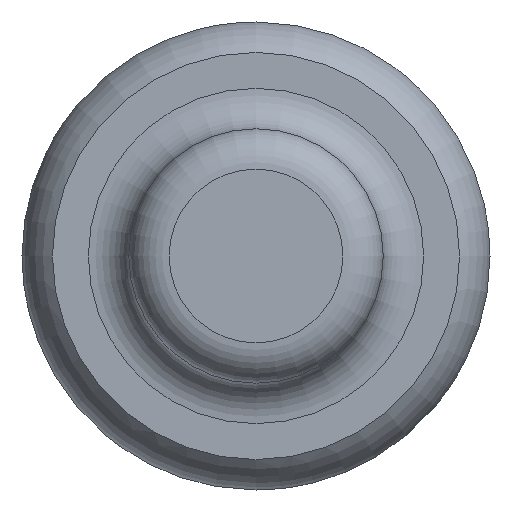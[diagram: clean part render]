
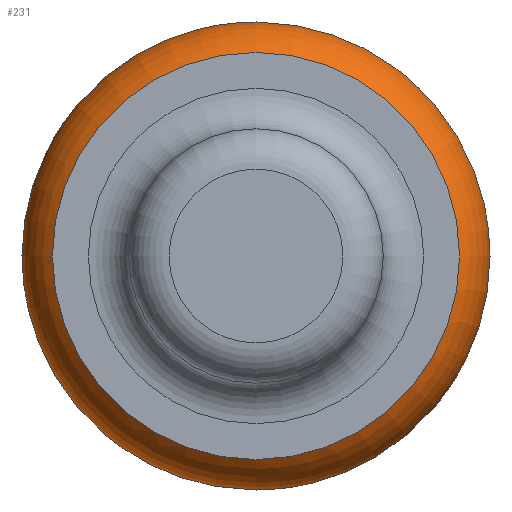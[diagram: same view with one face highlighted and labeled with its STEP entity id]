
A CAD part, front view. The second image highlights one B-rep face of the part: STEP entity #231.
In plain terms, the highlighted toroidal (fillet/blend) face has major radius 6.027 mm and minor radius 3.175 mm.
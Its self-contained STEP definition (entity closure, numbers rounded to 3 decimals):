
#31=TOROIDAL_SURFACE('',#272,6.027,3.175);
#46=FACE_OUTER_BOUND('',#62,.T.);
#62=EDGE_LOOP('',(#203,#204,#205,#206,#207,#208));
#80=CIRCLE('',#271,8.001);
#81=CIRCLE('',#273,3.175);
#87=B_SPLINE_CURVE_WITH_KNOTS('',3,(#438,#439,#440,#441),.UNSPECIFIED.,
 .F.,.F.,(4,4),(-3.019,-3.017),.UNSPECIFIED.);
#88=B_SPLINE_CURVE_WITH_KNOTS('',3,(#443,#444,#445,#446,#447,#448,#449,
#450,#451,#452),.UNSPECIFIED.,.F.,.F.,(4,1,1,1,1,1,1,4),(-3.017,
-2.587,-2.372,-1.725,-1.293,
-0.862,-0.43,0.001),
 .UNSPECIFIED.);
#92=B_SPLINE_CURVE_WITH_KNOTS('',3,(#747,#748,#749,#750,#751,#752,#753,
#754,#755,#756),.UNSPECIFIED.,.F.,.F.,(4,1,1,1,1,1,1,4),(0.001,
0.432,0.863,1.294,1.725,2.372,
2.588,3.019),.UNSPECIFIED.);
#98=VERTEX_POINT('',#430);
#100=VERTEX_POINT('',#437);
#101=VERTEX_POINT('',#442);
#114=VERTEX_POINT('',#685);
#120=EDGE_CURVE('',#98,#100,#87,.T.);
#121=EDGE_CURVE('',#100,#101,#88,.T.);
#142=EDGE_CURVE('',#114,#114,#80,.T.);
#144=EDGE_CURVE('',#101,#98,#92,.T.);
#146=EDGE_CURVE('',#100,#114,#81,.T.);
#203=ORIENTED_EDGE('',*,*,#144,.F.);
#204=ORIENTED_EDGE('',*,*,#121,.F.);
#205=ORIENTED_EDGE('',*,*,#146,.T.);
#206=ORIENTED_EDGE('',*,*,#142,.T.);
#207=ORIENTED_EDGE('',*,*,#146,.F.);
#208=ORIENTED_EDGE('',*,*,#120,.F.);
#231=ADVANCED_FACE('',(#46),#31,.T.);
#271=AXIS2_PLACEMENT_3D('',#686,#329,#330);
#272=AXIS2_PLACEMENT_3D('',#1158,#331,#332);
#273=AXIS2_PLACEMENT_3D('',#1159,#333,#334);
#329=DIRECTION('center_axis',(0.,1.,0.));
#330=DIRECTION('ref_axis',(-1.,0.,0.));
#331=DIRECTION('center_axis',(0.,1.,0.));
#332=DIRECTION('ref_axis',(1.,0.,0.));
#333=DIRECTION('center_axis',(0.,0.,1.));
#334=DIRECTION('ref_axis',(-1.,0.,0.));
#430=CARTESIAN_POINT('',(-8.454,4.534,-0.015));
#437=CARTESIAN_POINT('',(-8.454,4.534,0.));
#438=CARTESIAN_POINT('Ctrl Pts',(-8.454,4.534,-0.015));
#439=CARTESIAN_POINT('Ctrl Pts',(-8.454,4.534,-0.01));
#440=CARTESIAN_POINT('Ctrl Pts',(-8.454,4.534,-0.005));
#441=CARTESIAN_POINT('Ctrl Pts',(-8.454,4.534,0.));
#442=CARTESIAN_POINT('',(8.454,4.534,-0.001));
#443=CARTESIAN_POINT('Ctrl Pts',(-8.454,4.534,0.));
#444=CARTESIAN_POINT('Ctrl Pts',(-8.454,4.534,1.254));
#445=CARTESIAN_POINT('Ctrl Pts',(-8.02,4.534,3.15));
#446=CARTESIAN_POINT('Ctrl Pts',(-6.,4.534,6.392));
#447=CARTESIAN_POINT('Ctrl Pts',(-2.608,4.534,8.528));
#448=CARTESIAN_POINT('Ctrl Pts',(1.941,4.534,8.523));
#449=CARTESIAN_POINT('Ctrl Pts',(5.446,4.534,6.84));
#450=CARTESIAN_POINT('Ctrl Pts',(7.879,4.534,3.795));
#451=CARTESIAN_POINT('Ctrl Pts',(8.454,4.534,1.256));
#452=CARTESIAN_POINT('Ctrl Pts',(8.454,4.534,-0.001));
#685=CARTESIAN_POINT('',(-8.001,0.,0.));
#686=CARTESIAN_POINT('Origin',(0.,0.,0.));
#747=CARTESIAN_POINT('Ctrl Pts',(8.454,4.534,-0.001));
#748=CARTESIAN_POINT('Ctrl Pts',(8.454,4.534,-1.258));
#749=CARTESIAN_POINT('Ctrl Pts',(7.888,4.534,-3.771));
#750=CARTESIAN_POINT('Ctrl Pts',(5.46,4.534,-6.831));
#751=CARTESIAN_POINT('Ctrl Pts',(1.964,4.534,-8.516));
#752=CARTESIAN_POINT('Ctrl Pts',(-2.587,4.534,-8.535));
#753=CARTESIAN_POINT('Ctrl Pts',(-5.979,4.534,-6.411));
#754=CARTESIAN_POINT('Ctrl Pts',(-8.012,4.534,-3.173));
#755=CARTESIAN_POINT('Ctrl Pts',(-8.452,4.534,-1.273));
#756=CARTESIAN_POINT('Ctrl Pts',(-8.454,4.534,-0.015));
#1158=CARTESIAN_POINT('Origin',(0.,2.487,0.));
#1159=CARTESIAN_POINT('Origin',(-6.027,2.487,0.));
